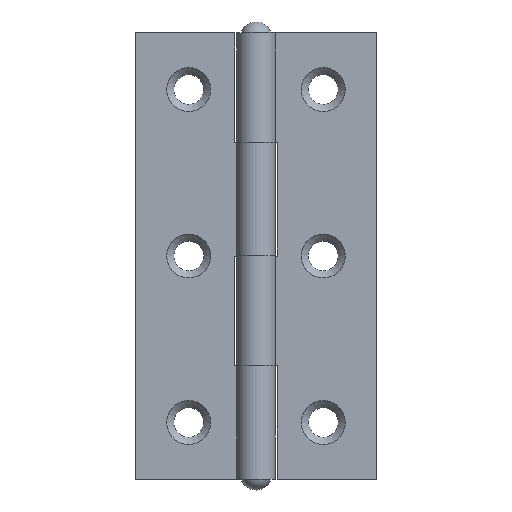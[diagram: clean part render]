
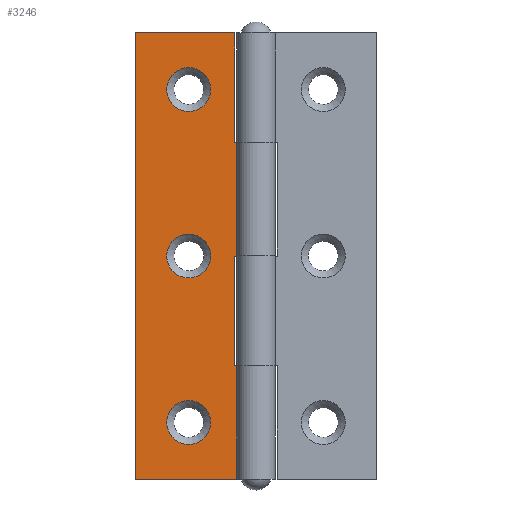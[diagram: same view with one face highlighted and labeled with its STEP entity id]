
A CAD part, top view. The second image highlights one B-rep face of the part: STEP entity #3246.
In plain terms, the highlighted planar face has unit normal (0, 0, 1).
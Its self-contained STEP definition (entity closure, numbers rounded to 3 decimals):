
#2 = DIRECTION ( 'NONE',  ( 1., 0., 0. ) ) ;
#54 = VERTEX_POINT ( 'NONE', #6083 ) ;
#136 = EDGE_CURVE ( 'NONE', #11733, #11733, #5154, .T. ) ;
#217 = DIRECTION ( 'NONE',  ( 0., -1., 0. ) ) ;
#288 = DIRECTION ( 'NONE',  ( -1., 0., 0. ) ) ;
#389 = AXIS2_PLACEMENT_3D ( 'NONE', #4332, #7080, #11623 ) ;
#875 = DIRECTION ( 'NONE',  ( -1., 0., 0. ) ) ;
#891 = EDGE_LOOP ( 'NONE', ( #6981 ) ) ;
#1214 = CARTESIAN_POINT ( 'NONE',  ( -2.7, 0., 1. ) ) ;
#1268 = DIRECTION ( 'NONE',  ( 0., 0., -1. ) ) ;
#1363 = VECTOR ( 'NONE', #875, 1000. ) ;
#1443 = ORIENTED_EDGE ( 'NONE', *, *, #1632, .F. ) ;
#1558 = VECTOR ( 'NONE', #217, 1000. ) ;
#1632 = EDGE_CURVE ( 'NONE', #9361, #3700, #8500, .T. ) ;
#1659 = CARTESIAN_POINT ( 'NONE',  ( -5.7, 31.5, 1. ) ) ;
#1932 = CARTESIAN_POINT ( 'NONE',  ( -2.7, 31.5, 1. ) ) ;
#1983 = VERTEX_POINT ( 'NONE', #6891 ) ;
#2104 = FACE_OUTER_BOUND ( 'NONE', #9092, .T. ) ;
#2176 = CARTESIAN_POINT ( 'NONE',  ( -2.7, -15.5, 1. ) ) ;
#2239 = ORIENTED_EDGE ( 'NONE', *, *, #5697, .T. ) ;
#2333 = EDGE_CURVE ( 'NONE', #6925, #6925, #8639, .T. ) ;
#2349 = EDGE_CURVE ( 'NONE', #1983, #5709, #11032, .T. ) ;
#2350 = LINE ( 'NONE', #9834, #4100 ) ;
#2543 = LINE ( 'NONE', #2635, #5273 ) ;
#2635 = CARTESIAN_POINT ( 'NONE',  ( -19.7, 31.5, 1. ) ) ;
#2759 = DIRECTION ( 'NONE',  ( -1., 0., 0. ) ) ;
#2904 = LINE ( 'NONE', #8489, #6859 ) ;
#3224 = LINE ( 'NONE', #10023, #7471 ) ;
#3246 = ADVANCED_FACE ( 'NONE', ( #5383, #11734, #10444, #2104 ), #9233, .F. ) ;
#3368 = AXIS2_PLACEMENT_3D ( 'NONE', #10752, #3636, #8047 ) ;
#3636 = DIRECTION ( 'NONE',  ( 0., 0., -1. ) ) ;
#3700 = VERTEX_POINT ( 'NONE', #9246 ) ;
#3862 = DIRECTION ( 'NONE',  ( 0., 0., -1. ) ) ;
#3925 = CARTESIAN_POINT ( 'NONE',  ( -12.2, -23.5, 1. ) ) ;
#3934 = ORIENTED_EDGE ( 'NONE', *, *, #136, .T. ) ;
#4100 = VECTOR ( 'NONE', #5365, 1000. ) ;
#4332 = CARTESIAN_POINT ( 'NONE',  ( -12.2, 0., 1. ) ) ;
#4377 = DIRECTION ( 'NONE',  ( 0., 1., 0. ) ) ;
#4463 = DIRECTION ( 'NONE',  ( 0., -1., 0. ) ) ;
#4467 = ORIENTED_EDGE ( 'NONE', *, *, #4522, .T. ) ;
#4490 = CARTESIAN_POINT ( 'NONE',  ( -19.7, 31.5, 1. ) ) ;
#4522 = EDGE_CURVE ( 'NONE', #7760, #5027, #4829, .T. ) ;
#4557 = AXIS2_PLACEMENT_3D ( 'NONE', #3925, #1268, #288 ) ;
#4563 = CARTESIAN_POINT ( 'NONE',  ( -2.7, -31.5, 1. ) ) ;
#4566 = CARTESIAN_POINT ( 'NONE',  ( -2.7, -31.5, 1. ) ) ;
#4602 = VERTEX_POINT ( 'NONE', #4490 ) ;
#4754 = EDGE_CURVE ( 'NONE', #11157, #5709, #3224, .T. ) ;
#4829 = LINE ( 'NONE', #1659, #11721 ) ;
#4927 = DIRECTION ( 'NONE',  ( 1., 0., 0. ) ) ;
#5027 = VERTEX_POINT ( 'NONE', #9983 ) ;
#5119 = EDGE_CURVE ( 'NONE', #5027, #3700, #8034, .T. ) ;
#5154 = CIRCLE ( 'NONE', #389, 3.1 ) ;
#5273 = VECTOR ( 'NONE', #4463, 1000. ) ;
#5365 = DIRECTION ( 'NONE',  ( 0., 1., 0. ) ) ;
#5383 = FACE_BOUND ( 'NONE', #9085, .T. ) ;
#5692 = VECTOR ( 'NONE', #6520, 1000. ) ;
#5697 = EDGE_CURVE ( 'NONE', #11157, #7760, #9703, .T. ) ;
#5701 = CARTESIAN_POINT ( 'NONE',  ( -5.7, -15.5, 1. ) ) ;
#5709 = VERTEX_POINT ( 'NONE', #4563 ) ;
#5768 = EDGE_CURVE ( 'NONE', #7046, #54, #2350, .T. ) ;
#6083 = CARTESIAN_POINT ( 'NONE',  ( -5.7, 31.5, 1. ) ) ;
#6390 = VECTOR ( 'NONE', #2, 1000. ) ;
#6470 = ORIENTED_EDGE ( 'NONE', *, *, #5768, .T. ) ;
#6503 = ORIENTED_EDGE ( 'NONE', *, *, #8204, .F. ) ;
#6520 = DIRECTION ( 'NONE',  ( -1., 0., 0. ) ) ;
#6658 = LINE ( 'NONE', #7334, #5692 ) ;
#6787 = AXIS2_PLACEMENT_3D ( 'NONE', #1932, #3862, #2759 ) ;
#6859 = VECTOR ( 'NONE', #4927, 1000. ) ;
#6891 = CARTESIAN_POINT ( 'NONE',  ( -19.7, -31.5, 1. ) ) ;
#6925 = VERTEX_POINT ( 'NONE', #11168 ) ;
#6981 = ORIENTED_EDGE ( 'NONE', *, *, #7709, .T. ) ;
#7046 = VERTEX_POINT ( 'NONE', #9301 ) ;
#7080 = DIRECTION ( 'NONE',  ( 0., 0., -1. ) ) ;
#7140 = ORIENTED_EDGE ( 'NONE', *, *, #2349, .T. ) ;
#7269 = ORIENTED_EDGE ( 'NONE', *, *, #5119, .T. ) ;
#7285 = ORIENTED_EDGE ( 'NONE', *, *, #11065, .T. ) ;
#7334 = CARTESIAN_POINT ( 'NONE',  ( -2.7, 16., 1. ) ) ;
#7352 = DIRECTION ( 'NONE',  ( 0., -1., 0. ) ) ;
#7471 = VECTOR ( 'NONE', #7352, 1000. ) ;
#7513 = CARTESIAN_POINT ( 'NONE',  ( -15.3, 0., 1. ) ) ;
#7617 = CARTESIAN_POINT ( 'NONE',  ( -2.7, 31.5, 1. ) ) ;
#7709 = EDGE_CURVE ( 'NONE', #8900, #8900, #9257, .T. ) ;
#7760 = VERTEX_POINT ( 'NONE', #5701 ) ;
#8034 = LINE ( 'NONE', #1214, #8181 ) ;
#8038 = EDGE_LOOP ( 'NONE', ( #3934 ) ) ;
#8047 = DIRECTION ( 'NONE',  ( -1., 0., 0. ) ) ;
#8181 = VECTOR ( 'NONE', #8428, 1000. ) ;
#8204 = EDGE_CURVE ( 'NONE', #4602, #54, #2904, .T. ) ;
#8423 = CARTESIAN_POINT ( 'NONE',  ( -15.3, -23.5, 1. ) ) ;
#8428 = DIRECTION ( 'NONE',  ( 1., 0., 0. ) ) ;
#8489 = CARTESIAN_POINT ( 'NONE',  ( -2.7, 31.5, 1. ) ) ;
#8500 = LINE ( 'NONE', #7617, #1558 ) ;
#8639 = CIRCLE ( 'NONE', #3368, 3.1 ) ;
#8900 = VERTEX_POINT ( 'NONE', #8423 ) ;
#8948 = ORIENTED_EDGE ( 'NONE', *, *, #4754, .F. ) ;
#9085 = EDGE_LOOP ( 'NONE', ( #9276 ) ) ;
#9092 = EDGE_LOOP ( 'NONE', ( #4467, #7269, #1443, #7285, #6470, #6503, #11694, #7140, #8948, #2239 ) ) ;
#9233 = PLANE ( 'NONE',  #6787 ) ;
#9246 = CARTESIAN_POINT ( 'NONE',  ( -2.7, 0., 1. ) ) ;
#9257 = CIRCLE ( 'NONE', #4557, 3.1 ) ;
#9276 = ORIENTED_EDGE ( 'NONE', *, *, #2333, .T. ) ;
#9301 = CARTESIAN_POINT ( 'NONE',  ( -5.7, 16., 1. ) ) ;
#9361 = VERTEX_POINT ( 'NONE', #11339 ) ;
#9703 = LINE ( 'NONE', #10799, #1363 ) ;
#9834 = CARTESIAN_POINT ( 'NONE',  ( -5.7, 31.5, 1. ) ) ;
#9983 = CARTESIAN_POINT ( 'NONE',  ( -5.7, 0., 1. ) ) ;
#10023 = CARTESIAN_POINT ( 'NONE',  ( -2.7, 31.5, 1. ) ) ;
#10173 = EDGE_CURVE ( 'NONE', #4602, #1983, #2543, .T. ) ;
#10444 = FACE_BOUND ( 'NONE', #8038, .T. ) ;
#10752 = CARTESIAN_POINT ( 'NONE',  ( -12.2, 23.5, 1. ) ) ;
#10799 = CARTESIAN_POINT ( 'NONE',  ( -2.7, -15.5, 1. ) ) ;
#11032 = LINE ( 'NONE', #4566, #6390 ) ;
#11065 = EDGE_CURVE ( 'NONE', #9361, #7046, #6658, .T. ) ;
#11157 = VERTEX_POINT ( 'NONE', #2176 ) ;
#11168 = CARTESIAN_POINT ( 'NONE',  ( -15.3, 23.5, 1. ) ) ;
#11339 = CARTESIAN_POINT ( 'NONE',  ( -2.7, 16., 1. ) ) ;
#11623 = DIRECTION ( 'NONE',  ( -1., 0., 0. ) ) ;
#11694 = ORIENTED_EDGE ( 'NONE', *, *, #10173, .T. ) ;
#11721 = VECTOR ( 'NONE', #4377, 1000. ) ;
#11733 = VERTEX_POINT ( 'NONE', #7513 ) ;
#11734 = FACE_BOUND ( 'NONE', #891, .T. ) ;
